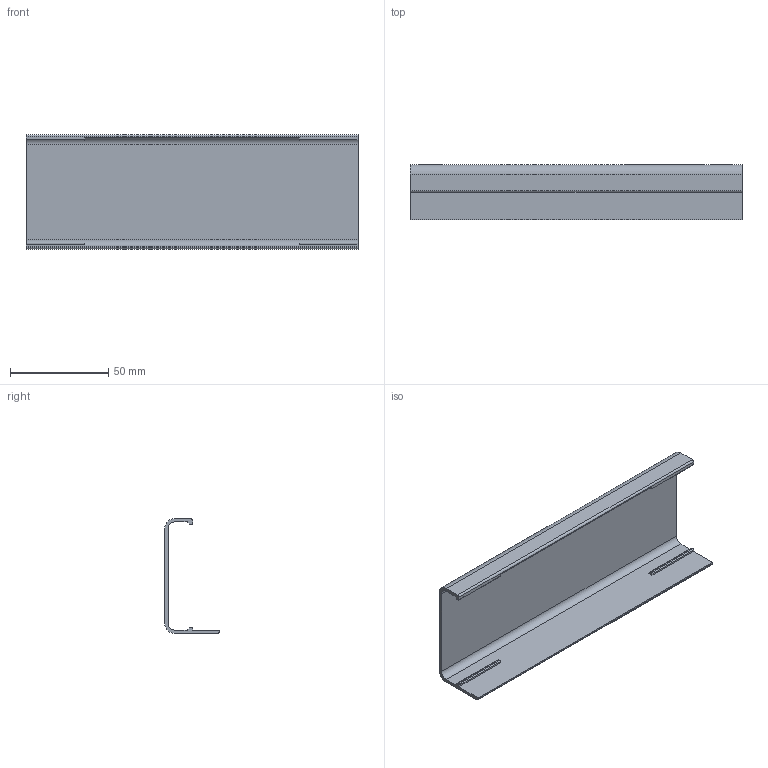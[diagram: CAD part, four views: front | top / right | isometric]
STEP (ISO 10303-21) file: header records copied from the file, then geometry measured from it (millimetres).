
FILE_DESCRIPTION(/* description */ (''),/* implementation_level */ '2;1');
FILE_NAME(/* name */ '',/* time_stamp */ '2025-10-29T11:52:49+09:00',/* author */ ('7890'),/* organization */ (''),/* preprocessor_version */ 'ST-DEVELOPER v20.1',/* originating_system */ 'Autodesk Inventor 2026',/* authorisation */ '');
FILE_SCHEMA (('AUTOMOTIVE_DESIGN { 1 0 10303 214 3 1 1 }'));
Length unit declared in the file: millimetre
Products named in the file (1): PD2L10-100A_커버
Bounding box: 169 x 28.2 x 58.4 mm (x, y, z)
Volume: 27173.9 mm3; surface area: 32805.6 mm2
Topology: 1 solids, 1 shells, 371 faces, 993 edges, 662 vertices
Faces by surface type: plane 234, bspline 119, cylinder 18
Entity records: 12120 total; most frequent: CARTESIAN_POINT 3574, ORIENTED_EDGE 1986, DIRECTION 1297, EDGE_CURVE 993, LINE 719, VECTOR 719, VERTEX_POINT 662, EDGE_LOOP 409
